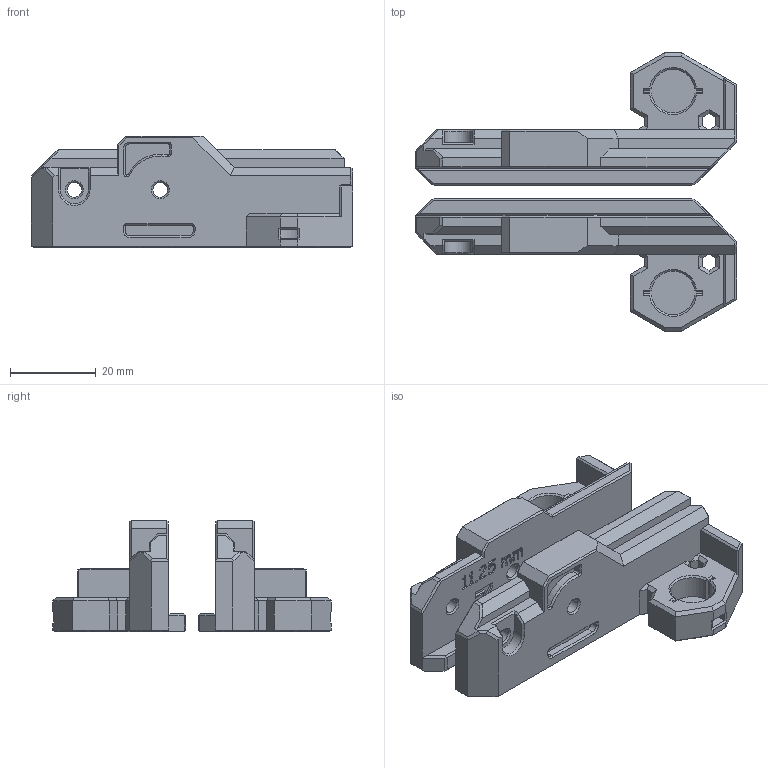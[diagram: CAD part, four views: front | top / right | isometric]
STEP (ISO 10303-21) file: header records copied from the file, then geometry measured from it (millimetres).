
FILE_DESCRIPTION(/* description */ (''),/* implementation_level */ '2;1');
FILE_NAME(/* name */ '[a]_idler_block_10mm.step',/* time_stamp */ '2025-10-31T18:27:11-04:00',/* author */ (''),/* organization */ (''),/* preprocessor_version */ 'ST-DEVELOPER v20.1',/* originating_system */ 'Autodesk Translation Framework v14.17.0.0',/* authorisation */ '');
FILE_SCHEMA (('AUTOMOTIVE_DESIGN { 1 0 10303 214 3 1 1 }'));
Length unit declared in the file: millimetre
Products named in the file (1): [a]_idler_block_a_10mm
Bounding box: 74.8 x 64.85 x 26 mm (x, y, z)
Volume: 34411 mm3; surface area: 14511.2 mm2
Topology: 2 solids, 2 shells, 936 faces, 2525 edges, 1611 vertices
Faces by surface type: bspline 440, plane 432, cone 34, cylinder 30
Full cylindrical faces by diameter (mm): 3.4 x4, 4.6 x2
Entity records: 32994 total; most frequent: CARTESIAN_POINT 12569, ORIENTED_EDGE 5050, DIRECTION 2729, EDGE_CURVE 2525, VERTEX_POINT 1611, LINE 1539, VECTOR 1539, EDGE_LOOP 970
